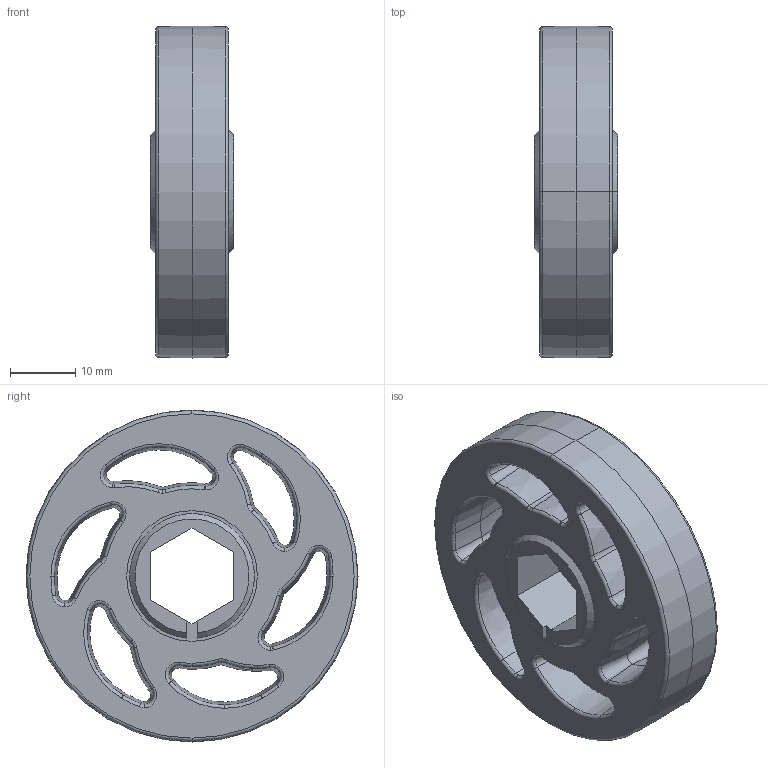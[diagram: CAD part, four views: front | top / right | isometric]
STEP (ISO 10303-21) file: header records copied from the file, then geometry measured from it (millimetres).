
FILE_DESCRIPTION (( 'STEP AP214' ), '1' );
FILE_NAME ('REV-21-2030.STEP', '2021-02-08T16:55:08', ( '' ), ( '' ), 'SwSTEP 2.0', 'SolidWorks 2019', '' );
FILE_SCHEMA (( 'AUTOMOTIVE_DESIGN' ));
Length unit declared in the file: inch
Products named in the file (1): REV-21-2030
Bounding box: 12.7 x 50.8 x 50.8 mm (x, y, z)
Volume: 16206.5 mm3; surface area: 8929.8 mm2
Topology: 2 solids, 2 shells, 231 faces, 541 edges, 314 vertices
Faces by surface type: torus 108, cone 103, plane 16, cylinder 4
Entity records: 6760 total; most frequent: DIRECTION 1399, CARTESIAN_POINT 1099, ORIENTED_EDGE 1082, AXIS2_PLACEMENT_3D 630, EDGE_CURVE 541, CIRCLE 398, VERTEX_POINT 314, EDGE_LOOP 247
